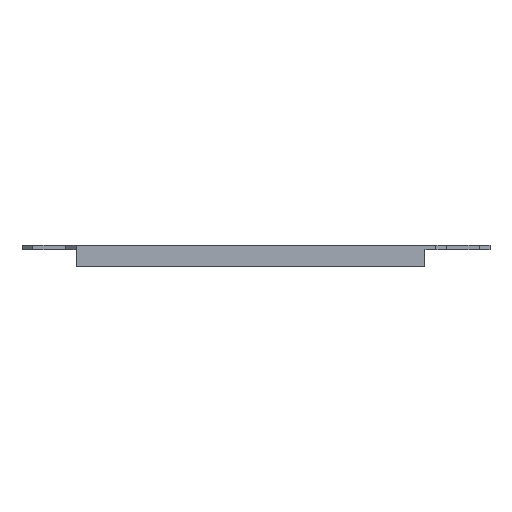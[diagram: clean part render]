
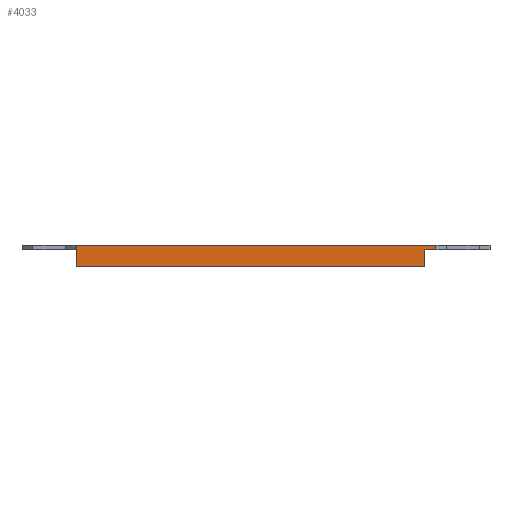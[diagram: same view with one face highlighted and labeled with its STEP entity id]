
A CAD part, front view. The second image highlights one B-rep face of the part: STEP entity #4033.
In plain terms, the highlighted planar face has unit normal (0, -1, 0).
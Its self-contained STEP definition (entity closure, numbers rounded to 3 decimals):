
#252=DIRECTION('',(1.,0.,0.));
#253=VECTOR('',#252,166.);
#254=CARTESIAN_POINT('',(1428.287,626.248,2.));
#255=LINE('',#254,#253);
#1737=DIRECTION('',(1.,0.,0.));
#1738=VECTOR('',#1737,161.);
#1739=CARTESIAN_POINT('',(1428.287,626.248,-8.));
#1740=LINE('',#1739,#1738);
#1744=DIRECTION('',(0.,0.,-1.));
#1745=VECTOR('',#1744,8.);
#1746=CARTESIAN_POINT('',(1589.287,626.248,0.));
#1747=LINE('',#1746,#1745);
#1765=DIRECTION('',(1.,0.,0.));
#1766=VECTOR('',#1765,5.);
#1767=CARTESIAN_POINT('',(1589.287,626.248,0.));
#1768=LINE('',#1767,#1766);
#1772=DIRECTION('',(0.,0.,-1.));
#1773=VECTOR('',#1772,8.);
#1774=CARTESIAN_POINT('',(1428.287,626.248,0.));
#1775=LINE('',#1774,#1773);
#1779=DIRECTION('',(0.,0.,-1.));
#1780=VECTOR('',#1779,2.);
#1781=CARTESIAN_POINT('',(1428.287,626.248,2.));
#1782=LINE('',#1781,#1780);
#1933=DIRECTION('',(0.,0.,-1.));
#1934=VECTOR('',#1933,2.);
#1935=CARTESIAN_POINT('',(1594.287,626.248,2.));
#1936=LINE('',#1935,#1934);
#2105=CARTESIAN_POINT('',(1594.287,626.248,2.));
#2106=VERTEX_POINT('',#2105);
#2107=CARTESIAN_POINT('',(1594.287,626.248,0.));
#2108=VERTEX_POINT('',#2107);
#2109=CARTESIAN_POINT('',(1428.287,626.248,2.));
#2110=VERTEX_POINT('',#2109);
#2391=CARTESIAN_POINT('',(1589.287,626.248,-8.));
#2393=VERTEX_POINT('',#2391);
#2397=CARTESIAN_POINT('',(1428.287,626.248,-8.));
#2398=VERTEX_POINT('',#2397);
#2407=CARTESIAN_POINT('',(1589.287,626.248,0.));
#2409=VERTEX_POINT('',#2407);
#2413=CARTESIAN_POINT('',(1428.287,626.248,0.));
#2414=VERTEX_POINT('',#2413);
#4017=CARTESIAN_POINT('',(1511.287,626.248,0.));
#4018=DIRECTION('',(0.,-1.,0.));
#4019=DIRECTION('',(1.,0.,0.));
#4020=AXIS2_PLACEMENT_3D('',#4017,#4018,#4019);
#4021=PLANE('',#4020);
#4022=ORIENTED_EDGE('',*,*,#2720,.F.);
#4023=ORIENTED_EDGE('',*,*,#3965,.T.);
#4024=ORIENTED_EDGE('',*,*,#3944,.F.);
#4025=ORIENTED_EDGE('',*,*,#4003,.F.);
#4027=ORIENTED_EDGE('',*,*,#4026,.F.);
#4028=ORIENTED_EDGE('',*,*,#2458,.T.);
#4030=ORIENTED_EDGE('',*,*,#4029,.T.);
#4031=EDGE_LOOP('',(#4022,#4023,#4024,#4025,#4027,#4028,#4030));
#4032=FACE_OUTER_BOUND('',#4031,.F.);
#2458=EDGE_CURVE('',#2110,#2106,#255,.T.);
#2720=EDGE_CURVE('',#2409,#2108,#1768,.T.);
#3944=EDGE_CURVE('',#2398,#2393,#1740,.T.);
#3965=EDGE_CURVE('',#2409,#2393,#1747,.T.);
#4003=EDGE_CURVE('',#2414,#2398,#1775,.T.);
#4026=EDGE_CURVE('',#2110,#2414,#1782,.T.);
#4029=EDGE_CURVE('',#2106,#2108,#1936,.T.);
#4033=ADVANCED_FACE('',(#4032),#4021,.T.);
